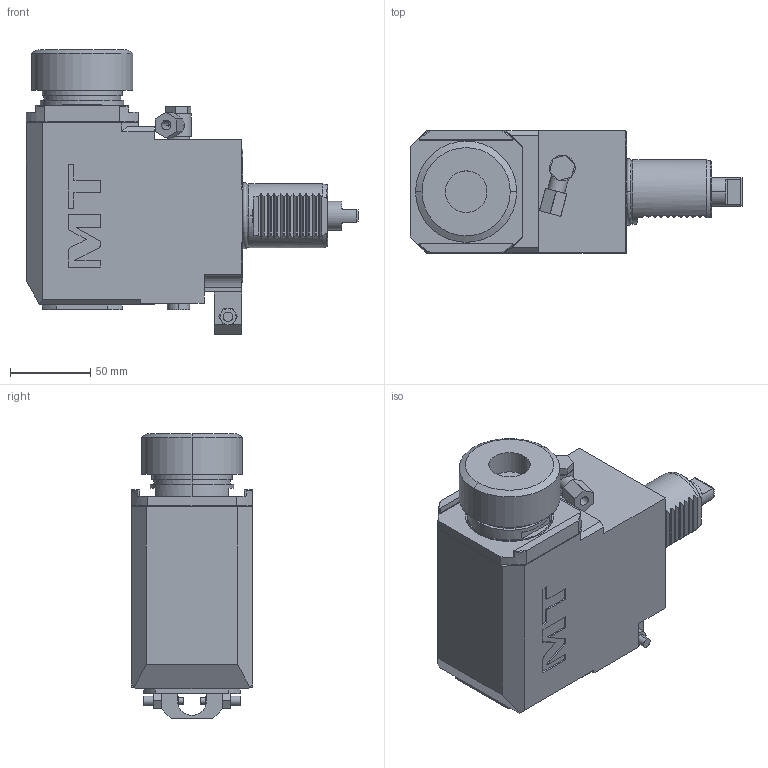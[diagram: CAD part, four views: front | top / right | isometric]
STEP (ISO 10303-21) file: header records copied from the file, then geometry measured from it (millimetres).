
FILE_DESCRIPTION((''),'2;1');
FILE_NAME('DUP0043140_CONF','2023-09-20T09:29:47',('smalpassi'),('M.T. srl'),'CREO PARAMETRIC BY PTC INC, 2021072','CREO PARAMETRIC BY PTC INC, 2021072','');
FILE_SCHEMA(('CONFIG_CONTROL_DESIGN'));
Length unit declared in the file: millimetre
Products named in the file (1): DUP0043140_CONF
Bounding box: 207 x 76 x 177.66 mm (x, y, z)
Volume: 1296791.8 mm3; surface area: 101945.4 mm2
Topology: 1 solids, 1 shells, 378 faces, 966 edges, 622 vertices
Faces by surface type: plane 217, cylinder 105, cone 43, torus 9, extrusion 4
Entity records: 12436 total; most frequent: CARTESIAN_POINT 3316, ORIENTED_EDGE 1932, DIRECTION 1820, EDGE_CURVE 966, AXIS2_PLACEMENT_3D 636, VERTEX_POINT 622, VECTOR 548, LINE 544
